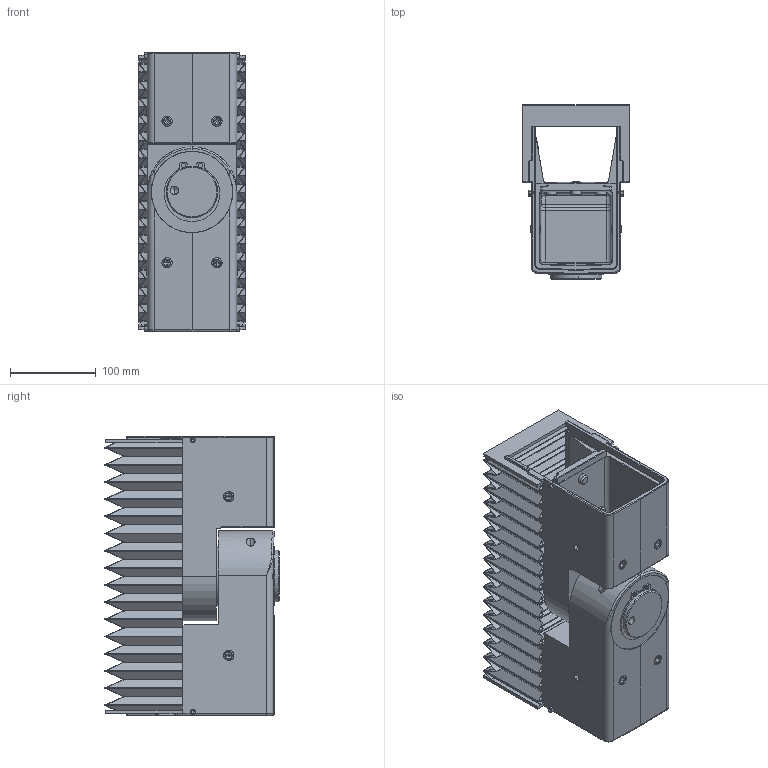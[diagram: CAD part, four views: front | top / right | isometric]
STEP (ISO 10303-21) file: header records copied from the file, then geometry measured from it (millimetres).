
FILE_DESCRIPTION (( 'STEP AP214' ), '1' );
FILE_NAME ('49906701.STEP', '2012-02-14T13:53:18', ( ' ' ), ( '' ), 'SwSTEP 2.0', 'SolidWorks 2011', '' );
FILE_SCHEMA (( 'AUTOMOTIVE_DESIGN' ));
Length unit declared in the file: millimetre
Products named in the file (14): 94507; 93099; 93113; 93232; 93243; 93098; 84082; 84080; 83042; 83023; 94903; 94902; 94117; 49906701
Assembly tree (30 placements, depth 2):
  49906701
    94117
    83042  x2
    93099  x4
    84082
    93113  x6
    93232  x8
    93098
    83023
    84080
    94507
    94902
    93243  x2
    94903
Bounding box: 124 x 203 x 325 mm (x, y, z)
Volume: 2256856.7 mm3; surface area: 884213.2 mm2
Topology: 31 solids, 31 shells, 1875 faces, 4723 edges, 2907 vertices
Faces by surface type: plane 1031, cylinder 497, cone 122, torus 122, bspline 103
Entity records: 51400 total; most frequent: CARTESIAN_POINT 13356, ORIENTED_EDGE 8082, DIRECTION 7440, EDGE_CURVE 4041, VECTOR 2730, LINE 2730, VERTEX_POINT 2544, AXIS2_PLACEMENT_3D 2355
